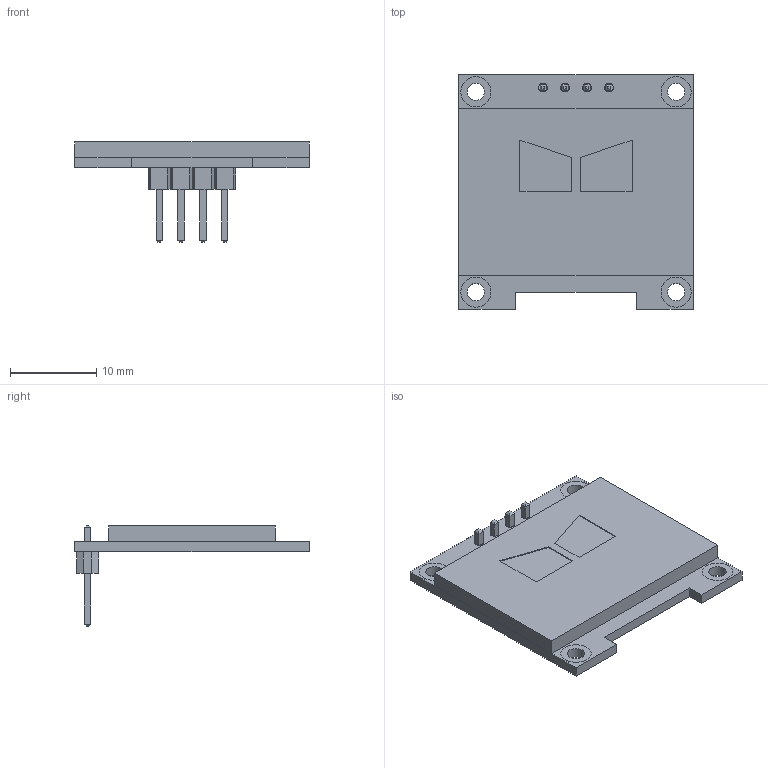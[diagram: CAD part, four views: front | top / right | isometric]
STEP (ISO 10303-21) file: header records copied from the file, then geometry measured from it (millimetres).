
FILE_DESCRIPTION(/* description */ (''),/* implementation_level */ '2;1');
FILE_NAME(/* name */ 'EduBot_OLED_LCD.stp',/* time_stamp */ '2019-03-03T22:11:53+09:00',/* author */ ('tlsru'),/* organization */ (''),/* preprocessor_version */ 'ST-DEVELOPER v15.6',/* originating_system */ 'Autodesk Inventor 2015',/* authorisation */ '');
FILE_SCHEMA (('AUTOMOTIVE_DESIGN { 1 0 10303 214 3 1 1 }'));
Length unit declared in the file: millimetre
Products named in the file (1): 부품4
Bounding box: 27.2 x 27.2 x 11.6 mm (x, y, z)
Surface area: 3139.2 mm2 (no closed solid volume)
Topology: 0 solids, 10 shells, 162 faces, 364 edges, 232 vertices
Faces by surface type: plane 146, cylinder 16
Full cylindrical faces by diameter (mm): 1.02 x4, 2 x4, 3.5 x8
Entity records: 4441 total; most frequent: CARTESIAN_POINT 743, DIRECTION 706, ORIENTED_EDGE 696, EDGE_CURVE 348, LINE 316, VECTOR 316, VERTEX_POINT 232, EDGE_LOOP 212
